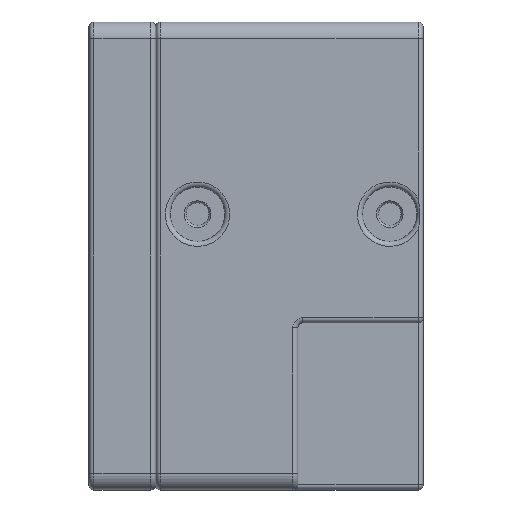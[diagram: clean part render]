
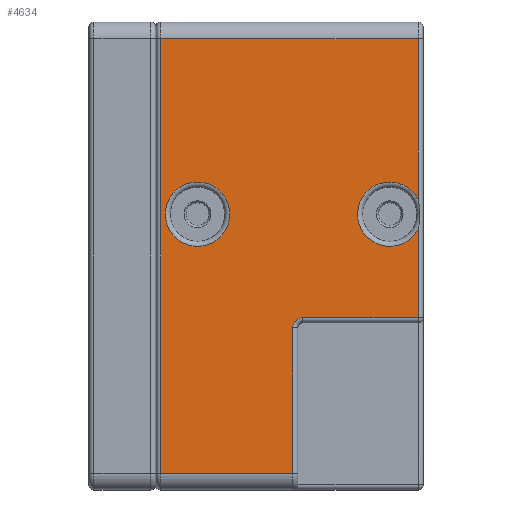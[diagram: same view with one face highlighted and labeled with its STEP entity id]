
A CAD part, left-side view. The second image highlights one B-rep face of the part: STEP entity #4634.
In plain terms, the highlighted planar face has unit normal (-1, 0, 0).
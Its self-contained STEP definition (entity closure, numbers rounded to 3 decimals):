
#63=FACE_BOUND('',#1367,.T.);
#102=PLANE('',#5013);
#262=LINE('',#7328,#573);
#265=LINE('',#7338,#576);
#266=LINE('',#7362,#577);
#274=LINE('',#7401,#585);
#284=LINE('',#7449,#595);
#286=LINE('',#7466,#597);
#287=LINE('',#7468,#598);
#573=VECTOR('',#5656,10.);
#576=VECTOR('',#5665,10.);
#577=VECTOR('',#5666,10.);
#585=VECTOR('',#5706,10.);
#595=VECTOR('',#5764,10.);
#597=VECTOR('',#5788,10.);
#598=VECTOR('',#5791,10.);
#1045=FACE_OUTER_BOUND('',#1366,.T.);
#1366=EDGE_LOOP('',(#3266,#3267,#3268,#3269,#3270,#3271,#3272,#3273,#3274,
#3275));
#1367=EDGE_LOOP('',(#3276));
#1711=CIRCLE('',#4970,1.2);
#1733=CIRCLE('',#5005,3.85);
#1737=CIRCLE('',#5009,3.85);
#1739=CIRCLE('',#5014,3.85);
#2043=VERTEX_POINT('',#7290);
#2051=VERTEX_POINT('',#7327);
#2054=VERTEX_POINT('',#7335);
#2055=VERTEX_POINT('',#7337);
#2056=VERTEX_POINT('',#7339);
#2067=VERTEX_POINT('',#7388);
#2071=VERTEX_POINT('',#7397);
#2079=VERTEX_POINT('',#7428);
#2085=VERTEX_POINT('',#7443);
#2086=VERTEX_POINT('',#7453);
#2090=VERTEX_POINT('',#7469);
#2462=EDGE_CURVE('',#2043,#2051,#262,.T.);
#2467=EDGE_CURVE('',#2054,#2055,#265,.T.);
#2469=EDGE_CURVE('',#2056,#2043,#266,.T.);
#2482=EDGE_CURVE('',#2051,#2067,#1711,.T.);
#2488=EDGE_CURVE('',#2067,#2071,#274,.T.);
#2513=EDGE_CURVE('',#2079,#2085,#284,.T.);
#2515=EDGE_CURVE('',#2055,#2086,#1733,.T.);
#2519=EDGE_CURVE('',#2086,#2056,#1737,.T.);
#2522=EDGE_CURVE('',#2085,#2054,#286,.T.);
#2523=EDGE_CURVE('',#2071,#2079,#287,.T.);
#2524=EDGE_CURVE('',#2090,#2090,#1739,.T.);
#3266=ORIENTED_EDGE('',*,*,#2488,.F.);
#3267=ORIENTED_EDGE('',*,*,#2482,.F.);
#3268=ORIENTED_EDGE('',*,*,#2462,.F.);
#3269=ORIENTED_EDGE('',*,*,#2469,.F.);
#3270=ORIENTED_EDGE('',*,*,#2519,.F.);
#3271=ORIENTED_EDGE('',*,*,#2515,.F.);
#3272=ORIENTED_EDGE('',*,*,#2467,.F.);
#3273=ORIENTED_EDGE('',*,*,#2522,.F.);
#3274=ORIENTED_EDGE('',*,*,#2513,.F.);
#3275=ORIENTED_EDGE('',*,*,#2523,.F.);
#3276=ORIENTED_EDGE('',*,*,#2524,.F.);
#4634=ADVANCED_FACE('',(#1045,#63),#102,.T.);
#4970=AXIS2_PLACEMENT_3D('',#7389,#5690,#5691);
#5005=AXIS2_PLACEMENT_3D('',#7454,#5771,#5772);
#5009=AXIS2_PLACEMENT_3D('',#7460,#5779,#5780);
#5013=AXIS2_PLACEMENT_3D('',#7467,#5789,#5790);
#5014=AXIS2_PLACEMENT_3D('',#7470,#5792,#5793);
#5656=DIRECTION('',(0.,1.,0.));
#5665=DIRECTION('',(0.,0.,-1.));
#5666=DIRECTION('',(0.,0.,-1.));
#5690=DIRECTION('center_axis',(-1.,0.,0.));
#5691=DIRECTION('ref_axis',(0.,0.707,0.707));
#5706=DIRECTION('',(0.,0.,-1.));
#5764=DIRECTION('',(0.,0.,1.));
#5771=DIRECTION('center_axis',(-1.,0.,0.));
#5772=DIRECTION('ref_axis',(0.,1.,0.));
#5779=DIRECTION('center_axis',(-1.,0.,0.));
#5780=DIRECTION('ref_axis',(0.,1.,0.));
#5788=DIRECTION('',(0.,-1.,0.));
#5789=DIRECTION('center_axis',(-1.,0.,0.));
#5790=DIRECTION('ref_axis',(0.,0.,1.));
#5791=DIRECTION('',(0.,1.,0.));
#5792=DIRECTION('center_axis',(-1.,0.,0.));
#5793=DIRECTION('ref_axis',(0.,1.,0.));
#7290=CARTESIAN_POINT('',(-15.,0.6,67.6));
#7327=CARTESIAN_POINT('',(-15.,14.4,67.6));
#7328=CARTESIAN_POINT('',(-15.,1.25,67.6));
#7335=CARTESIAN_POINT('',(-15.,0.6,101.));
#7337=CARTESIAN_POINT('',(-15.,0.6,81.806));
#7338=CARTESIAN_POINT('',(-15.,0.6,76.));
#7339=CARTESIAN_POINT('',(-15.,0.6,78.194));
#7362=CARTESIAN_POINT('',(-15.,0.6,76.));
#7388=CARTESIAN_POINT('',(-15.,15.6,66.4));
#7389=CARTESIAN_POINT('Origin',(-15.,14.4,66.4));
#7397=CARTESIAN_POINT('',(-15.,15.6,49.));
#7401=CARTESIAN_POINT('',(-15.,15.6,62.));
#7428=CARTESIAN_POINT('',(-15.,31.4,49.));
#7443=CARTESIAN_POINT('',(-15.,31.4,101.));
#7449=CARTESIAN_POINT('',(-15.,31.4,74.75));
#7453=CARTESIAN_POINT('',(-15.,4.,83.85));
#7454=CARTESIAN_POINT('Origin',(-15.,4.,80.));
#7460=CARTESIAN_POINT('Origin',(-15.,4.,80.));
#7466=CARTESIAN_POINT('',(-15.,1.25,101.));
#7467=CARTESIAN_POINT('Origin',(-15.,0.,67.));
#7468=CARTESIAN_POINT('',(-15.,7.5,49.));
#7469=CARTESIAN_POINT('',(-15.,27.,83.85));
#7470=CARTESIAN_POINT('Origin',(-15.,27.,80.));
